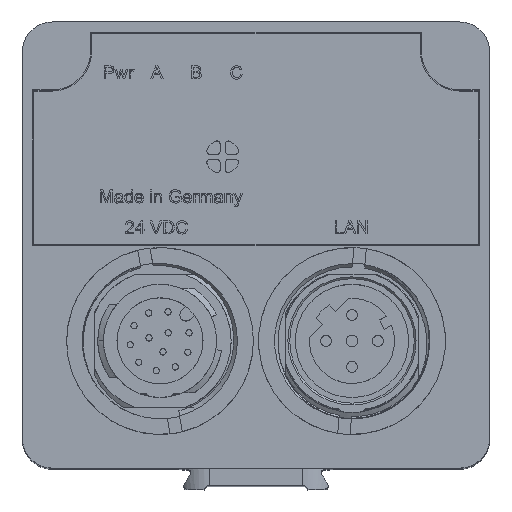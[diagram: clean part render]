
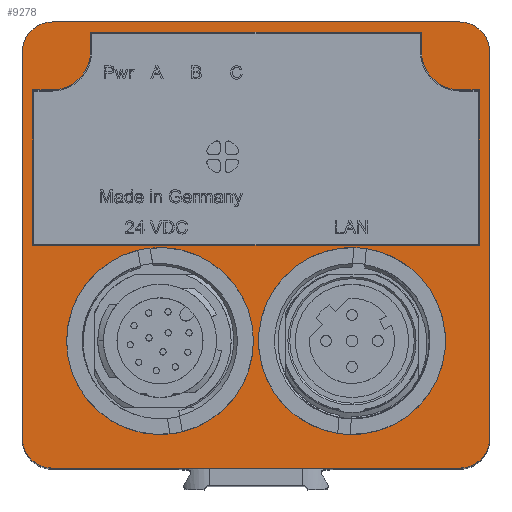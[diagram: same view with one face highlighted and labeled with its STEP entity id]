
A CAD part, top view. The second image highlights one B-rep face of the part: STEP entity #9278.
In plain terms, the highlighted planar face has unit normal (0, 0, 1).
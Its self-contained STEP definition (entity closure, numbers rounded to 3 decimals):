
#40=FACE_BOUND('',#1031,.T.);
#41=FACE_BOUND('',#1032,.T.);
#42=FACE_BOUND('',#1033,.T.);
#559=FACE_OUTER_BOUND('',#1030,.T.);
#1030=EDGE_LOOP('',(#6361,#6362,#6363,#6364,#6365,#6366,#6367,#6368));
#1031=EDGE_LOOP('',(#6369));
#1032=EDGE_LOOP('',(#6370,#6371,#6372,#6373,#6374,#6375,#6376,#6377,#6378,
#6379));
#1033=EDGE_LOOP('',(#6380));
#1589=LINE('',#14547,#2462);
#1590=LINE('',#14551,#2463);
#1591=LINE('',#14555,#2464);
#1592=LINE('',#14559,#2465);
#1593=LINE('',#14565,#2466);
#1594=LINE('',#14567,#2467);
#1595=LINE('',#14569,#2468);
#1596=LINE('',#14573,#2469);
#1597=LINE('',#14575,#2470);
#1598=LINE('',#14577,#2471);
#1599=LINE('',#14581,#2472);
#1600=LINE('',#14582,#2473);
#2462=VECTOR('',#10793,10.);
#2463=VECTOR('',#10796,10.);
#2464=VECTOR('',#10799,10.);
#2465=VECTOR('',#10802,10.);
#2466=VECTOR('',#10807,10.);
#2467=VECTOR('',#10808,10.);
#2468=VECTOR('',#10809,10.);
#2469=VECTOR('',#10812,10.);
#2470=VECTOR('',#10813,10.);
#2471=VECTOR('',#10814,10.);
#2472=VECTOR('',#10817,10.);
#2473=VECTOR('',#10818,10.);
#3374=CIRCLE('',#9846,2.85);
#3375=CIRCLE('',#9847,2.85);
#3376=CIRCLE('',#9848,2.85);
#3377=CIRCLE('',#9849,2.85);
#3378=CIRCLE('',#9850,9.);
#3379=CIRCLE('',#9851,3.7);
#3380=CIRCLE('',#9852,3.7);
#3381=CIRCLE('',#9853,9.);
#3761=VERTEX_POINT('',#14545);
#3762=VERTEX_POINT('',#14546);
#3763=VERTEX_POINT('',#14548);
#3764=VERTEX_POINT('',#14550);
#3765=VERTEX_POINT('',#14552);
#3766=VERTEX_POINT('',#14554);
#3767=VERTEX_POINT('',#14556);
#3768=VERTEX_POINT('',#14558);
#3769=VERTEX_POINT('',#14561);
#3770=VERTEX_POINT('',#14563);
#3771=VERTEX_POINT('',#14564);
#3772=VERTEX_POINT('',#14566);
#3773=VERTEX_POINT('',#14568);
#3774=VERTEX_POINT('',#14570);
#3775=VERTEX_POINT('',#14572);
#3776=VERTEX_POINT('',#14574);
#3777=VERTEX_POINT('',#14576);
#3778=VERTEX_POINT('',#14578);
#3779=VERTEX_POINT('',#14580);
#3780=VERTEX_POINT('',#14583);
#4877=EDGE_CURVE('',#3761,#3762,#1589,.T.);
#4878=EDGE_CURVE('',#3762,#3763,#3374,.T.);
#4879=EDGE_CURVE('',#3763,#3764,#1590,.T.);
#4880=EDGE_CURVE('',#3764,#3765,#3375,.T.);
#4881=EDGE_CURVE('',#3765,#3766,#1591,.T.);
#4882=EDGE_CURVE('',#3766,#3767,#3376,.T.);
#4883=EDGE_CURVE('',#3768,#3767,#1592,.T.);
#4884=EDGE_CURVE('',#3768,#3761,#3377,.T.);
#4885=EDGE_CURVE('',#3769,#3769,#3378,.T.);
#4886=EDGE_CURVE('',#3770,#3771,#1593,.T.);
#4887=EDGE_CURVE('',#3771,#3772,#1594,.T.);
#4888=EDGE_CURVE('',#3772,#3773,#1595,.T.);
#4889=EDGE_CURVE('',#3773,#3774,#3379,.T.);
#4890=EDGE_CURVE('',#3774,#3775,#1596,.T.);
#4891=EDGE_CURVE('',#3775,#3776,#1597,.T.);
#4892=EDGE_CURVE('',#3776,#3777,#1598,.T.);
#4893=EDGE_CURVE('',#3777,#3778,#3380,.T.);
#4894=EDGE_CURVE('',#3778,#3779,#1599,.T.);
#4895=EDGE_CURVE('',#3779,#3770,#1600,.T.);
#4896=EDGE_CURVE('',#3780,#3780,#3381,.T.);
#6361=ORIENTED_EDGE('',*,*,#4877,.T.);
#6362=ORIENTED_EDGE('',*,*,#4878,.T.);
#6363=ORIENTED_EDGE('',*,*,#4879,.T.);
#6364=ORIENTED_EDGE('',*,*,#4880,.T.);
#6365=ORIENTED_EDGE('',*,*,#4881,.T.);
#6366=ORIENTED_EDGE('',*,*,#4882,.T.);
#6367=ORIENTED_EDGE('',*,*,#4883,.F.);
#6368=ORIENTED_EDGE('',*,*,#4884,.T.);
#6369=ORIENTED_EDGE('',*,*,#4885,.F.);
#6370=ORIENTED_EDGE('',*,*,#4886,.T.);
#6371=ORIENTED_EDGE('',*,*,#4887,.T.);
#6372=ORIENTED_EDGE('',*,*,#4888,.T.);
#6373=ORIENTED_EDGE('',*,*,#4889,.T.);
#6374=ORIENTED_EDGE('',*,*,#4890,.T.);
#6375=ORIENTED_EDGE('',*,*,#4891,.T.);
#6376=ORIENTED_EDGE('',*,*,#4892,.T.);
#6377=ORIENTED_EDGE('',*,*,#4893,.T.);
#6378=ORIENTED_EDGE('',*,*,#4894,.T.);
#6379=ORIENTED_EDGE('',*,*,#4895,.T.);
#6380=ORIENTED_EDGE('',*,*,#4896,.F.);
#8953=PLANE('',#9845);
#9278=ADVANCED_FACE('',(#559,#40,#41,#42),#8953,.F.);
#9845=AXIS2_PLACEMENT_3D('',#14544,#10791,#10792);
#9846=AXIS2_PLACEMENT_3D('',#14549,#10794,#10795);
#9847=AXIS2_PLACEMENT_3D('',#14553,#10797,#10798);
#9848=AXIS2_PLACEMENT_3D('',#14557,#10800,#10801);
#9849=AXIS2_PLACEMENT_3D('',#14560,#10803,#10804);
#9850=AXIS2_PLACEMENT_3D('',#14562,#10805,#10806);
#9851=AXIS2_PLACEMENT_3D('',#14571,#10810,#10811);
#9852=AXIS2_PLACEMENT_3D('',#14579,#10815,#10816);
#9853=AXIS2_PLACEMENT_3D('',#14584,#10819,#10820);
#10791=DIRECTION('center_axis',(0.,0.,
-1.));
#10792=DIRECTION('ref_axis',(-1.,0.,0.));
#10793=DIRECTION('',(0.,1.,0.));
#10794=DIRECTION('center_axis',(0.,0.,
1.));
#10795=DIRECTION('ref_axis',(0.707,0.707,0.));
#10796=DIRECTION('',(-1.,0.,0.));
#10797=DIRECTION('center_axis',(0.,0.,
1.));
#10798=DIRECTION('ref_axis',(-0.707,0.707,0.));
#10799=DIRECTION('',(0.,-1.,0.));
#10800=DIRECTION('center_axis',(0.,0.,
1.));
#10801=DIRECTION('ref_axis',(-0.707,-0.707,0.));
#10802=DIRECTION('',(-1.,0.,0.));
#10803=DIRECTION('center_axis',(0.,0.,
1.));
#10804=DIRECTION('ref_axis',(0.707,-0.707,0.));
#10805=DIRECTION('center_axis',(0.,0.,
1.));
#10806=DIRECTION('ref_axis',(0.087,0.996,0.));
#10807=DIRECTION('',(-1.,0.,0.));
#10808=DIRECTION('',(0.,1.,0.));
#10809=DIRECTION('',(1.,0.,0.));
#10810=DIRECTION('center_axis',(0.,0.,
1.));
#10811=DIRECTION('ref_axis',(0.,1.,0.));
#10812=DIRECTION('',(0.,1.,0.));
#10813=DIRECTION('',(1.,0.,0.));
#10814=DIRECTION('',(0.,-1.,0.));
#10815=DIRECTION('center_axis',(0.,0.,
1.));
#10816=DIRECTION('ref_axis',(1.,0.,0.));
#10817=DIRECTION('',(1.,0.,0.));
#10818=DIRECTION('',(0.,-1.,0.));
#10819=DIRECTION('center_axis',(0.,0.,
1.));
#10820=DIRECTION('ref_axis',(0.174,-0.985,0.));
#14544=CARTESIAN_POINT('Origin',(19.65,18.65,70.4));
#14545=CARTESIAN_POINT('',(22.5,-18.65,70.4));
#14546=CARTESIAN_POINT('',(22.5,18.65,70.4));
#14547=CARTESIAN_POINT('',(22.5,-10.75,70.4));
#14548=CARTESIAN_POINT('',(19.65,21.5,70.4));
#14549=CARTESIAN_POINT('Origin',(19.65,18.65,70.4));
#14550=CARTESIAN_POINT('',(-19.65,21.5,70.4));
#14551=CARTESIAN_POINT('',(14.25,21.5,70.4));
#14552=CARTESIAN_POINT('',(-22.5,18.65,70.4));
#14553=CARTESIAN_POINT('Origin',(-19.65,18.65,70.4));
#14554=CARTESIAN_POINT('',(-22.5,-18.65,70.4));
#14555=CARTESIAN_POINT('',(-22.5,10.75,70.4));
#14556=CARTESIAN_POINT('',(-19.65,-21.5,70.4));
#14557=CARTESIAN_POINT('Origin',(-19.65,-18.65,70.4));
#14558=CARTESIAN_POINT('',(19.65,-21.5,70.4));
#14559=CARTESIAN_POINT('',(-10.25,-21.5,70.4));
#14560=CARTESIAN_POINT('Origin',(19.65,-18.65,70.4));
#14561=CARTESIAN_POINT('',(8.466,-18.216,70.4));
#14562=CARTESIAN_POINT('Origin',(9.25,-9.25,70.4));
#14563=CARTESIAN_POINT('',(21.5,0.,70.4));
#14564=CARTESIAN_POINT('',(-21.5,0.,70.4));
#14565=CARTESIAN_POINT('',(11.75,0.,70.4));
#14566=CARTESIAN_POINT('',(-21.5,14.95,70.4));
#14567=CARTESIAN_POINT('',(-21.5,0.,70.4));
#14568=CARTESIAN_POINT('',(-19.65,14.95,70.4));
#14569=CARTESIAN_POINT('',(-9.75,14.95,70.4));
#14570=CARTESIAN_POINT('',(-15.95,18.65,70.4));
#14571=CARTESIAN_POINT('Origin',(-19.65,18.65,70.4));
#14572=CARTESIAN_POINT('',(-15.95,20.5,70.4));
#14573=CARTESIAN_POINT('',(-15.95,9.325,70.4));
#14574=CARTESIAN_POINT('',(15.95,20.5,70.4));
#14575=CARTESIAN_POINT('',(-6.975,20.5,70.4));
#14576=CARTESIAN_POINT('',(15.95,18.65,70.4));
#14577=CARTESIAN_POINT('',(15.95,10.25,70.4));
#14578=CARTESIAN_POINT('',(19.65,14.95,70.4));
#14579=CARTESIAN_POINT('Origin',(19.65,18.65,70.4));
#14580=CARTESIAN_POINT('',(21.5,14.95,70.4));
#14581=CARTESIAN_POINT('',(10.825,14.95,70.4));
#14582=CARTESIAN_POINT('',(21.5,7.475,70.4));
#14583=CARTESIAN_POINT('',(-10.813,-0.387,70.4));
#14584=CARTESIAN_POINT('Origin',(-9.25,-9.25,70.4));
